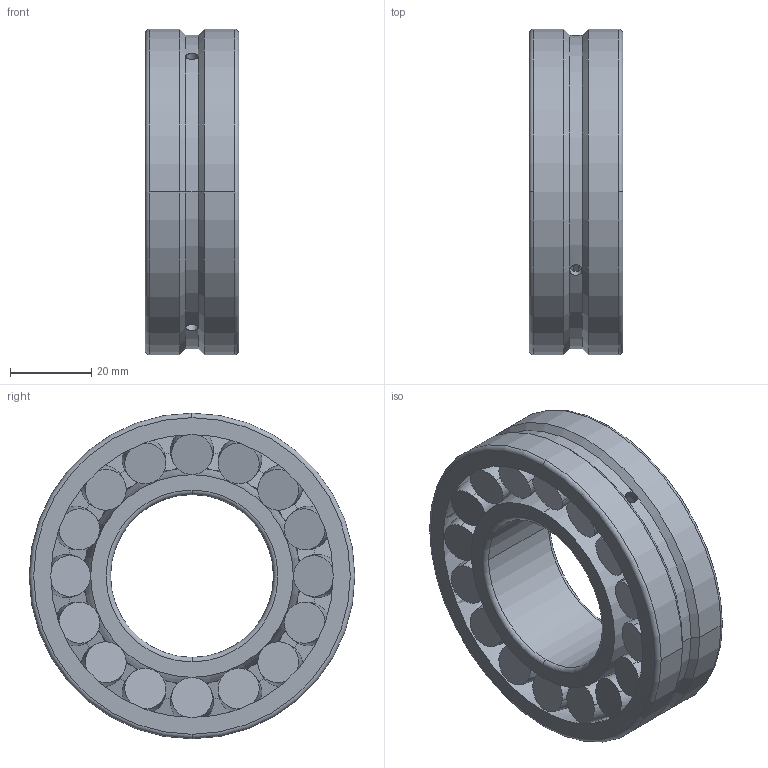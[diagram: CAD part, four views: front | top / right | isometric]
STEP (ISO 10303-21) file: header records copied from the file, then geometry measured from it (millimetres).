
FILE_DESCRIPTION(('STEP AP214'),'1');
FILE_NAME('SKF_bearing_22208_E_2.stp','2024-02-29T12:17:03',('TraceParts'),('TraceParts S.A.'),'Spatial InterOp 3D',' ',' ');
FILE_SCHEMA(('AUTOMOTIVE_DESIGN { 1 0 10303 214 1 1 1 1 }'));
Length unit declared in the file: millimetre
Products named in the file (1): SKF_bearing_22208_E_2_1
Bounding box: 23 x 80 x 80 mm (x, y, z)
Volume: 61427.9 mm3; surface area: 35461 mm2
Topology: 4 solids, 4 shells, 236 faces, 634 edges, 459 vertices
Faces by surface type: torus 144, plane 68, cylinder 18, cone 4, sphere 2
Entity records: 11722 total; most frequent: CARTESIAN_POINT 5638, DIRECTION 1319, ORIENTED_EDGE 1260, AXIS2_PLACEMENT_3D 650, EDGE_CURVE 630, VERTEX_POINT 459, CIRCLE 410, EDGE_LOOP 307
